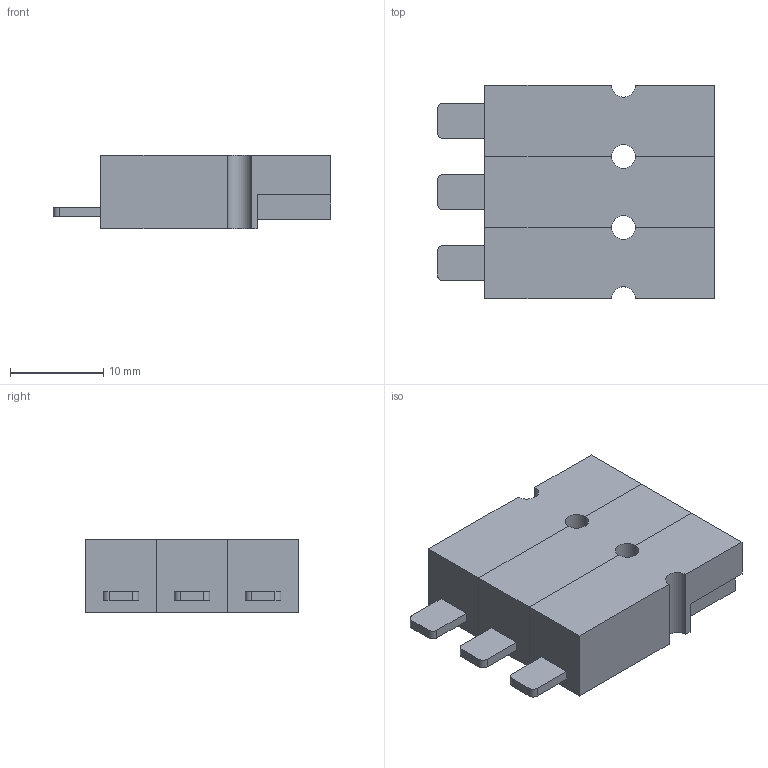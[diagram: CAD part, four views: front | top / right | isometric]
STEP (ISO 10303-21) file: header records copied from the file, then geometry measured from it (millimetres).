
FILE_DESCRIPTION(/* description */ (''),/* implementation_level */ '2;1');
FILE_NAME(/* name */ '408-07-01.stp',/* time_stamp */ '2018-12-25T19:07:50-06:00',/* author */ (''),/* organization */ (''),/* preprocessor_version */ 'ST-DEVELOPER v16.7',/* originating_system */ 'SIEMENS PLM Software NX 12.0',/* authorisation */ '');
FILE_SCHEMA (('AUTOMOTIVE_DESIGN { 1 0 10303 214 3 1 1 1 }'));
Length unit declared in the file: inch
Products named in the file (1): 408-07-01
Bounding box: 29.72 x 22.86 x 7.87 mm (x, y, z)
Volume: 3628.4 mm3; surface area: 3260.5 mm2
Topology: 3 solids, 3 shells, 96 faces, 252 edges, 168 vertices
Faces by surface type: plane 84, cylinder 12
Entity records: 3632 total; most frequent: CARTESIAN_POINT 517, ORIENTED_EDGE 504, DIRECTION 470, EDGE_CURVE 252, LINE 228, VECTOR 228, VERTEX_POINT 168, AXIS2_PLACEMENT_3D 121
